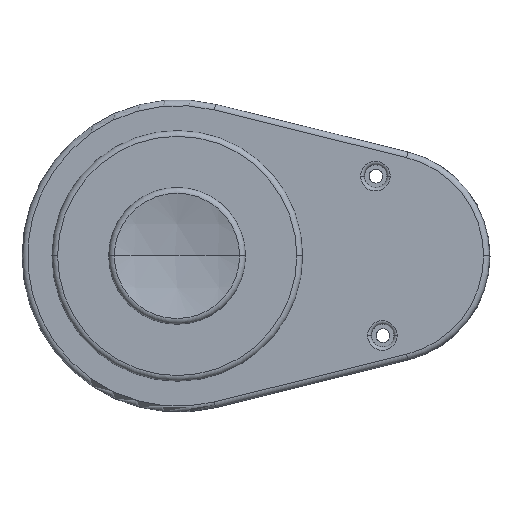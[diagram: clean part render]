
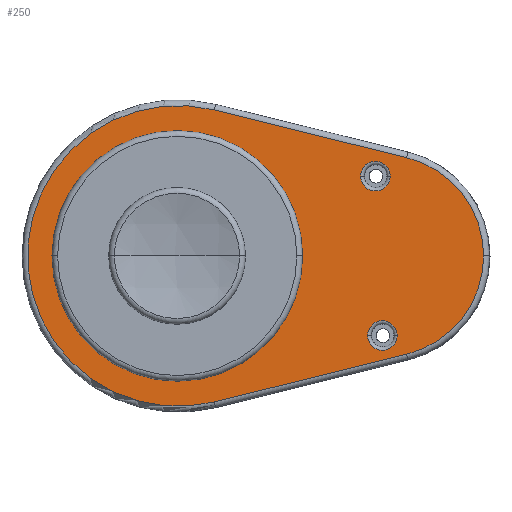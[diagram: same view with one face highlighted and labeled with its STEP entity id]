
A CAD part, top view. The second image highlights one B-rep face of the part: STEP entity #250.
In plain terms, the highlighted planar face has unit normal (-0.01, 0, 1).
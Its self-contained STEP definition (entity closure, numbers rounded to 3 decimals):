
#41 = EDGE_CURVE ( 'NONE', #592, #232, #428, .T. ) ;
#47 = EDGE_CURVE ( 'NONE', #997, #676, #251, .T. ) ;
#53 = ORIENTED_EDGE ( 'NONE', *, *, #461, .F. ) ;
#65 = AXIS2_PLACEMENT_3D ( 'NONE', #75, #68, #401 ) ;
#68 = DIRECTION ( 'NONE',  ( -0.01, 0., 1. ) ) ;
#75 = CARTESIAN_POINT ( 'NONE',  ( -0.914, 294., 89.995 ) ) ;
#76 = FACE_BOUND ( 'NONE', #574, .T. ) ;
#93 = CARTESIAN_POINT ( 'NONE',  ( -90.589, 294., 89.085 ) ) ;
#107 = DIRECTION ( 'NONE',  ( -0.01, 0., 1. ) ) ;
#130 = AXIS2_PLACEMENT_3D ( 'NONE', #338, #353, #689 ) ;
#131 = CIRCLE ( 'NONE', #567, 55. ) ;
#149 = CIRCLE ( 'NONE', #65, 44.423 ) ;
#158 = ORIENTED_EDGE ( 'NONE', *, *, #999, .T. ) ;
#167 = DIRECTION ( 'NONE',  ( 1., 0., 0.01 ) ) ;
#171 = EDGE_CURVE ( 'NONE', #725, #277, #219, .T. ) ;
#173 = CARTESIAN_POINT ( 'NONE',  ( -35.907, 294., 89.64 ) ) ;
#179 = VERTEX_POINT ( 'NONE', #465 ) ;
#191 = CARTESIAN_POINT ( 'NONE',  ( 5.586, 259.067, 90.061 ) ) ;
#210 = EDGE_LOOP ( 'NONE', ( #600, #815, #610, #158, #919 ) ) ;
#215 = VERTEX_POINT ( 'NONE', #191 ) ;
#217 = DIRECTION ( 'NONE',  ( 0.01, 0., -1. ) ) ;
#219 = CIRCLE ( 'NONE', #566, 55. ) ;
#224 = FACE_BOUND ( 'NONE', #829, .T. ) ;
#225 = EDGE_CURVE ( 'NONE', #215, #264, #356, .T. ) ;
#228 = VERTEX_POINT ( 'NONE', #728 ) ;
#232 = VERTEX_POINT ( 'NONE', #667 ) ;
#242 = CARTESIAN_POINT ( 'NONE',  ( -145.902, 294., 88.523 ) ) ;
#247 = FACE_BOUND ( 'NONE', #910, .T. ) ;
#250 = ADVANCED_FACE ( 'NONE', ( #224, #247, #497, #76 ), #477, .T. ) ;
#251 = CIRCLE ( 'NONE', #973, 6.5 ) ;
#253 = DIRECTION ( 'NONE',  ( 1., 0., 0.01 ) ) ;
#264 = VERTEX_POINT ( 'NONE', #328 ) ;
#272 = DIRECTION ( 'NONE',  ( 1., 0., 0.01 ) ) ;
#276 = CARTESIAN_POINT ( 'NONE',  ( -90.905, 294., 89.082 ) ) ;
#277 = VERTEX_POINT ( 'NONE', #173 ) ;
#280 = EDGE_CURVE ( 'NONE', #264, #215, #308, .T. ) ;
#284 = DIRECTION ( 'NONE',  ( 1., 0., 0.01 ) ) ;
#308 = CIRCLE ( 'NONE', #1064, 6.5 ) ;
#313 = VECTOR ( 'NONE', #651, 1000. ) ;
#328 = CARTESIAN_POINT ( 'NONE',  ( -7.414, 259.067, 89.929 ) ) ;
#332 = DIRECTION ( 'NONE',  ( 0.01, 0., -1. ) ) ;
#334 = CARTESIAN_POINT ( 'NONE',  ( -3.979, 329., 89.964 ) ) ;
#338 = CARTESIAN_POINT ( 'NONE',  ( -0.914, 294., 89.995 ) ) ;
#353 = DIRECTION ( 'NONE',  ( -0.01, 0., 1. ) ) ;
#354 = ORIENTED_EDGE ( 'NONE', *, *, #47, .T. ) ;
#356 = CIRCLE ( 'NONE', #799, 6.5 ) ;
#360 = AXIS2_PLACEMENT_3D ( 'NONE', #986, #918, #736 ) ;
#378 = CARTESIAN_POINT ( 'NONE',  ( 43.506, 294., 90.446 ) ) ;
#401 = DIRECTION ( 'NONE',  ( 1., 0., 0.01 ) ) ;
#407 = CARTESIAN_POINT ( 'NONE',  ( 2.521, 329., 90.03 ) ) ;
#428 = CIRCLE ( 'NONE', #130, 44.423 ) ;
#461 = EDGE_CURVE ( 'NONE', #277, #725, #131, .T. ) ;
#465 = CARTESIAN_POINT ( 'NONE',  ( -74.71, 229.939, 89.246 ) ) ;
#467 = AXIS2_PLACEMENT_3D ( 'NONE', #93, #759, #272 ) ;
#477 = PLANE ( 'NONE',  #1026 ) ;
#497 = FACE_OUTER_BOUND ( 'NONE', #210, .T. ) ;
#537 = VECTOR ( 'NONE', #964, 1000. ) ;
#541 = ORIENTED_EDGE ( 'NONE', *, *, #171, .F. ) ;
#553 = LINE ( 'NONE', #559, #313 ) ;
#559 = CARTESIAN_POINT ( 'NONE',  ( -74.71, 358.061, 89.246 ) ) ;
#566 = AXIS2_PLACEMENT_3D ( 'NONE', #796, #866, #284 ) ;
#567 = AXIS2_PLACEMENT_3D ( 'NONE', #276, #107, #596 ) ;
#573 = EDGE_CURVE ( 'NONE', #179, #228, #806, .T. ) ;
#574 = EDGE_LOOP ( 'NONE', ( #541, #53 ) ) ;
#575 = CARTESIAN_POINT ( 'NONE',  ( -10.478, 329., 89.898 ) ) ;
#581 = CARTESIAN_POINT ( 'NONE',  ( -0.914, 259.067, 89.995 ) ) ;
#592 = VERTEX_POINT ( 'NONE', #378 ) ;
#596 = DIRECTION ( 'NONE',  ( 1., 0., 0.01 ) ) ;
#600 = ORIENTED_EDGE ( 'NONE', *, *, #573, .T. ) ;
#610 = ORIENTED_EDGE ( 'NONE', *, *, #41, .T. ) ;
#613 = EDGE_CURVE ( 'NONE', #676, #997, #872, .T. ) ;
#634 = VERTEX_POINT ( 'NONE', #1077 ) ;
#638 = DIRECTION ( 'NONE',  ( 1., 0., 0.01 ) ) ;
#651 = DIRECTION ( 'NONE',  ( -0.971, 0.241, -0.01 ) ) ;
#667 = CARTESIAN_POINT ( 'NONE',  ( 9.774, 337.118, 90.104 ) ) ;
#672 = DIRECTION ( 'NONE',  ( 1., 0., 0.01 ) ) ;
#676 = VERTEX_POINT ( 'NONE', #575 ) ;
#687 = EDGE_CURVE ( 'NONE', #228, #592, #149, .T. ) ;
#689 = DIRECTION ( 'NONE',  ( 1., 0., 0.01 ) ) ;
#725 = VERTEX_POINT ( 'NONE', #242 ) ;
#728 = CARTESIAN_POINT ( 'NONE',  ( 9.774, 250.882, 90.104 ) ) ;
#736 = DIRECTION ( 'NONE',  ( 1., 0., 0.01 ) ) ;
#759 = DIRECTION ( 'NONE',  ( -0.01, 0., 1. ) ) ;
#784 = CIRCLE ( 'NONE', #467, 66. ) ;
#791 = EDGE_CURVE ( 'NONE', #634, #179, #784, .T. ) ;
#796 = CARTESIAN_POINT ( 'NONE',  ( -90.905, 294., 89.082 ) ) ;
#799 = AXIS2_PLACEMENT_3D ( 'NONE', #1002, #332, #638 ) ;
#806 = LINE ( 'NONE', #981, #537 ) ;
#815 = ORIENTED_EDGE ( 'NONE', *, *, #687, .T. ) ;
#829 = EDGE_LOOP ( 'NONE', ( #1061, #934 ) ) ;
#866 = DIRECTION ( 'NONE',  ( -0.01, 0., 1. ) ) ;
#872 = CIRCLE ( 'NONE', #360, 6.5 ) ;
#897 = DIRECTION ( 'NONE',  ( -0.01, 0., 1. ) ) ;
#910 = EDGE_LOOP ( 'NONE', ( #354, #1065 ) ) ;
#918 = DIRECTION ( 'NONE',  ( 0.01, 0., -1. ) ) ;
#919 = ORIENTED_EDGE ( 'NONE', *, *, #791, .T. ) ;
#934 = ORIENTED_EDGE ( 'NONE', *, *, #280, .T. ) ;
#964 = DIRECTION ( 'NONE',  ( 0.971, 0.241, 0.01 ) ) ;
#973 = AXIS2_PLACEMENT_3D ( 'NONE', #334, #1025, #672 ) ;
#981 = CARTESIAN_POINT ( 'NONE',  ( 9.774, 250.882, 90.104 ) ) ;
#986 = CARTESIAN_POINT ( 'NONE',  ( -3.979, 329., 89.964 ) ) ;
#997 = VERTEX_POINT ( 'NONE', #407 ) ;
#999 = EDGE_CURVE ( 'NONE', #232, #634, #553, .T. ) ;
#1002 = CARTESIAN_POINT ( 'NONE',  ( -0.914, 259.067, 89.995 ) ) ;
#1025 = DIRECTION ( 'NONE',  ( 0.01, 0., -1. ) ) ;
#1026 = AXIS2_PLACEMENT_3D ( 'NONE', #1079, #897, #253 ) ;
#1061 = ORIENTED_EDGE ( 'NONE', *, *, #225, .T. ) ;
#1064 = AXIS2_PLACEMENT_3D ( 'NONE', #581, #217, #167 ) ;
#1065 = ORIENTED_EDGE ( 'NONE', *, *, #613, .T. ) ;
#1077 = CARTESIAN_POINT ( 'NONE',  ( -74.71, 358.061, 89.246 ) ) ;
#1079 = CARTESIAN_POINT ( 'NONE',  ( -0.914, 294., 89.995 ) ) ;
